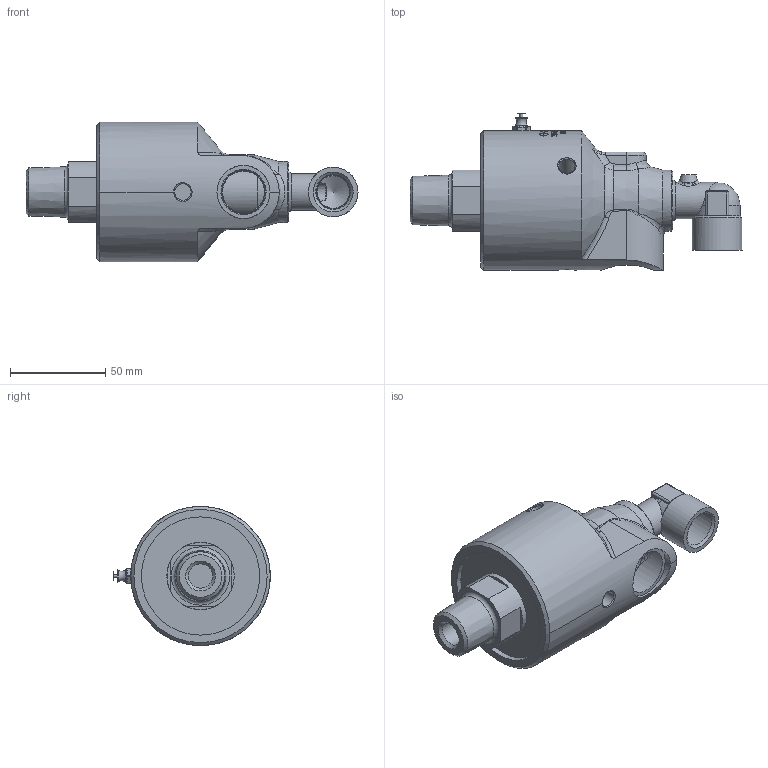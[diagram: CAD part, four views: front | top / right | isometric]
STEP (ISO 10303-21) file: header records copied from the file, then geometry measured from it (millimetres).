
FILE_DESCRIPTION(/* description */ (''),/* implementation_level */ '2;1');
FILE_NAME(/* name */ '255-000-020043-IC.stp',/* time_stamp */ '2020-05-19T11:32:11-05:00',/* author */ ('GALINDOLM'),/* organization */ (''),/* preprocessor_version */ 'ST-DEVELOPER v18',/* originating_system */ 'Autodesk Inventor 2020',/* authorisation */ '');
FILE_SCHEMA (('AUTOMOTIVE_DESIGN { 1 0 10303 214 3 1 1 }'));
Products named in the file (1): 255-000-020043-IC
Bounding box: 174 x 81.97 x 73 mm (x, y, z)
Volume: 323254.1 mm3; surface area: 44615.8 mm2
Topology: 1 solids, 1 shells, 734 faces, 1965 edges, 1279 vertices
Faces by surface type: bspline 366, plane 212, cylinder 114, cone 26, sphere 9, torus 7
Full cylindrical faces by diameter (mm): 1.5 x1, 5.359 x1, 8.6 x3, 10 x1, 10.719 x1, 12.7 x1, 15.647 x1, 17 x1, 17.475 x1, 19 x1, 22.631 x1, 26 x1, 27.8 x1, 32 x1, 35.3 x1, 62 x1
Entity records: 100013 total; most frequent: CARTESIAN_POINT 82851, ORIENTED_EDGE 3908, DIRECTION 2576, EDGE_CURVE 1954, VERTEX_POINT 1279, AXIS2_PLACEMENT_3D 921, EDGE_LOOP 795, FACE_OUTER_BOUND 734
